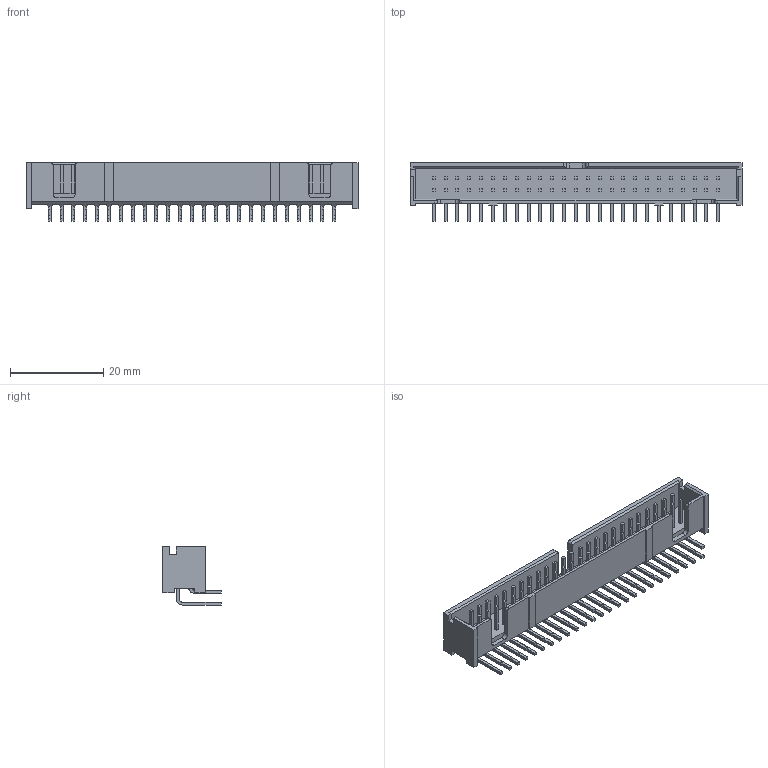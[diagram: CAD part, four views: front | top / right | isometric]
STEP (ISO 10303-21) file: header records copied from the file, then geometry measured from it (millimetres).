
FILE_DESCRIPTION(('FreeCAD Model'),'2;1');
FILE_NAME('Open CASCADE Shape Model','2024-04-06T17:44:20',(''),(''), 'Open CASCADE STEP processor 7.6','FreeCAD','Unknown');
FILE_SCHEMA(('AUTOMOTIVE_DESIGN { 1 0 10303 214 1 1 1 1 }'));
Length unit declared in the file: millimetre
Products named in the file (1): C-1-103310-0
Bounding box: 71.12 x 12.57 x 12.45 mm (x, y, z)
Volume: 2810.4 mm3; surface area: 5489.2 mm2
Topology: 1 solids, 1 shells, 812 faces, 2120 edges, 1410 vertices
Faces by surface type: plane 671, cylinder 141
Entity records: 58519 total; most frequent: CARTESIAN_POINT 9633, DIRECTION 8113, LINE 5778, VECTOR 5778, ORIENTED_EDGE 4240, PCURVE 4240, DEFINITIONAL_REPRESENTATION 4240, EDGE_CURVE 2120
